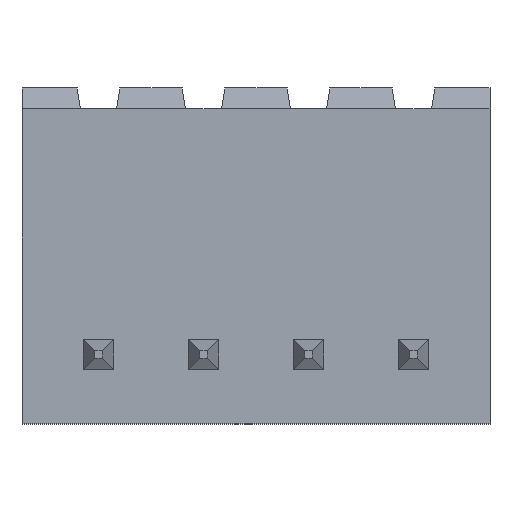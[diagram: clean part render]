
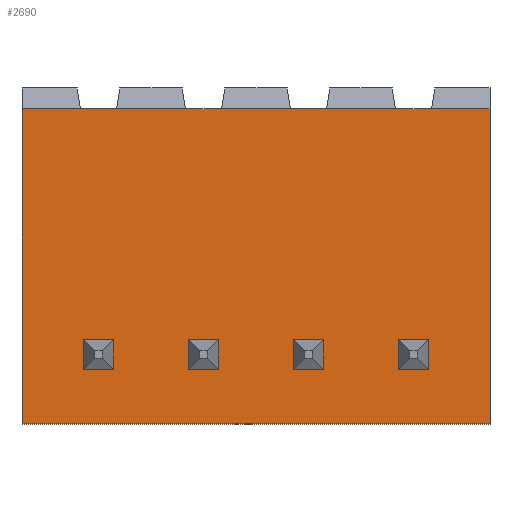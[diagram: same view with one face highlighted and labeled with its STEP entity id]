
A CAD part, top view. The second image highlights one B-rep face of the part: STEP entity #2690.
In plain terms, the highlighted planar face has unit normal (0, 0, 1).
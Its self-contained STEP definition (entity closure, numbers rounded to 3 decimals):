
#21=FACE_BOUND('',#241,.T.);
#22=FACE_BOUND('',#242,.T.);
#23=FACE_BOUND('',#243,.T.);
#24=FACE_BOUND('',#244,.T.);
#80=FACE_OUTER_BOUND('',#240,.T.);
#240=EDGE_LOOP('',(#1941,#1942,#1943,#1944));
#241=EDGE_LOOP('',(#1945,#1946,#1947,#1948));
#242=EDGE_LOOP('',(#1949,#1950,#1951,#1952));
#243=EDGE_LOOP('',(#1953,#1954,#1955,#1956));
#244=EDGE_LOOP('',(#1957,#1958,#1959,#1960));
#469=LINE('',#3934,#843);
#496=LINE('',#3998,#870);
#497=LINE('',#4000,#871);
#498=LINE('',#4001,#872);
#499=LINE('',#4004,#873);
#500=LINE('',#4006,#874);
#501=LINE('',#4008,#875);
#502=LINE('',#4009,#876);
#503=LINE('',#4012,#877);
#504=LINE('',#4014,#878);
#505=LINE('',#4016,#879);
#506=LINE('',#4017,#880);
#507=LINE('',#4020,#881);
#508=LINE('',#4022,#882);
#509=LINE('',#4024,#883);
#510=LINE('',#4025,#884);
#511=LINE('',#4028,#885);
#512=LINE('',#4030,#886);
#513=LINE('',#4032,#887);
#514=LINE('',#4033,#888);
#843=VECTOR('',#3181,15.6);
#870=VECTOR('',#3224,10.5);
#871=VECTOR('',#3225,15.6);
#872=VECTOR('',#3226,10.5);
#873=VECTOR('',#3227,1.);
#874=VECTOR('',#3228,1.);
#875=VECTOR('',#3229,1.);
#876=VECTOR('',#3230,1.);
#877=VECTOR('',#3231,1.);
#878=VECTOR('',#3232,1.);
#879=VECTOR('',#3233,1.);
#880=VECTOR('',#3234,1.);
#881=VECTOR('',#3235,1.);
#882=VECTOR('',#3236,1.);
#883=VECTOR('',#3237,1.);
#884=VECTOR('',#3238,1.);
#885=VECTOR('',#3239,1.);
#886=VECTOR('',#3240,1.);
#887=VECTOR('',#3241,1.);
#888=VECTOR('',#3242,1.);
#1197=VERTEX_POINT('',#3932);
#1198=VERTEX_POINT('',#3933);
#1227=VERTEX_POINT('',#3997);
#1228=VERTEX_POINT('',#3999);
#1229=VERTEX_POINT('',#4002);
#1230=VERTEX_POINT('',#4003);
#1231=VERTEX_POINT('',#4005);
#1232=VERTEX_POINT('',#4007);
#1233=VERTEX_POINT('',#4010);
#1234=VERTEX_POINT('',#4011);
#1235=VERTEX_POINT('',#4013);
#1236=VERTEX_POINT('',#4015);
#1237=VERTEX_POINT('',#4018);
#1238=VERTEX_POINT('',#4019);
#1239=VERTEX_POINT('',#4021);
#1240=VERTEX_POINT('',#4023);
#1241=VERTEX_POINT('',#4026);
#1242=VERTEX_POINT('',#4027);
#1243=VERTEX_POINT('',#4029);
#1244=VERTEX_POINT('',#4031);
#1465=EDGE_CURVE('',#1197,#1198,#469,.T.);
#1496=EDGE_CURVE('',#1227,#1197,#496,.T.);
#1497=EDGE_CURVE('',#1228,#1227,#497,.T.);
#1498=EDGE_CURVE('',#1228,#1198,#498,.T.);
#1499=EDGE_CURVE('',#1229,#1230,#499,.T.);
#1500=EDGE_CURVE('',#1230,#1231,#500,.T.);
#1501=EDGE_CURVE('',#1232,#1231,#501,.T.);
#1502=EDGE_CURVE('',#1229,#1232,#502,.T.);
#1503=EDGE_CURVE('',#1233,#1234,#503,.T.);
#1504=EDGE_CURVE('',#1234,#1235,#504,.T.);
#1505=EDGE_CURVE('',#1236,#1235,#505,.T.);
#1506=EDGE_CURVE('',#1233,#1236,#506,.T.);
#1507=EDGE_CURVE('',#1237,#1238,#507,.T.);
#1508=EDGE_CURVE('',#1238,#1239,#508,.T.);
#1509=EDGE_CURVE('',#1240,#1239,#509,.T.);
#1510=EDGE_CURVE('',#1237,#1240,#510,.T.);
#1511=EDGE_CURVE('',#1241,#1242,#511,.T.);
#1512=EDGE_CURVE('',#1242,#1243,#512,.T.);
#1513=EDGE_CURVE('',#1244,#1243,#513,.T.);
#1514=EDGE_CURVE('',#1241,#1244,#514,.T.);
#1941=ORIENTED_EDGE('',*,*,#1465,.F.);
#1942=ORIENTED_EDGE('',*,*,#1496,.F.);
#1943=ORIENTED_EDGE('',*,*,#1497,.F.);
#1944=ORIENTED_EDGE('',*,*,#1498,.T.);
#1945=ORIENTED_EDGE('',*,*,#1499,.T.);
#1946=ORIENTED_EDGE('',*,*,#1500,.T.);
#1947=ORIENTED_EDGE('',*,*,#1501,.F.);
#1948=ORIENTED_EDGE('',*,*,#1502,.F.);
#1949=ORIENTED_EDGE('',*,*,#1503,.T.);
#1950=ORIENTED_EDGE('',*,*,#1504,.T.);
#1951=ORIENTED_EDGE('',*,*,#1505,.F.);
#1952=ORIENTED_EDGE('',*,*,#1506,.F.);
#1953=ORIENTED_EDGE('',*,*,#1507,.T.);
#1954=ORIENTED_EDGE('',*,*,#1508,.T.);
#1955=ORIENTED_EDGE('',*,*,#1509,.F.);
#1956=ORIENTED_EDGE('',*,*,#1510,.F.);
#1957=ORIENTED_EDGE('',*,*,#1511,.T.);
#1958=ORIENTED_EDGE('',*,*,#1512,.T.);
#1959=ORIENTED_EDGE('',*,*,#1513,.F.);
#1960=ORIENTED_EDGE('',*,*,#1514,.F.);
#2538=PLANE('',#2878);
#2690=ADVANCED_FACE('',(#80,#21,#22,#23,#24),#2538,.T.);
#2878=AXIS2_PLACEMENT_3D('',#3996,#3222,#3223);
#3181=DIRECTION('',(1.,0.,0.));
#3222=DIRECTION('center_axis',(0.,0.,1.));
#3223=DIRECTION('ref_axis',(0.,-1.,0.));
#3224=DIRECTION('',(0.,1.,0.));
#3225=DIRECTION('',(-1.,0.,0.));
#3226=DIRECTION('',(0.,1.,0.));
#3227=DIRECTION('',(0.,1.,0.));
#3228=DIRECTION('',(1.,0.,0.));
#3229=DIRECTION('',(0.,1.,0.));
#3230=DIRECTION('',(1.,0.,0.));
#3231=DIRECTION('',(0.,1.,0.));
#3232=DIRECTION('',(1.,0.,0.));
#3233=DIRECTION('',(0.,1.,0.));
#3234=DIRECTION('',(1.,0.,0.));
#3235=DIRECTION('',(0.,1.,0.));
#3236=DIRECTION('',(1.,0.,0.));
#3237=DIRECTION('',(0.,1.,0.));
#3238=DIRECTION('',(1.,0.,0.));
#3239=DIRECTION('',(0.,1.,0.));
#3240=DIRECTION('',(1.,0.,0.));
#3241=DIRECTION('',(0.,1.,0.));
#3242=DIRECTION('',(1.,0.,0.));
#3932=CARTESIAN_POINT('',(-0.8,6.6,3.1));
#3933=CARTESIAN_POINT('',(14.8,6.6,3.1));
#3934=CARTESIAN_POINT('',(-0.8,6.6,3.1));
#3996=CARTESIAN_POINT('Origin',(0.,0.,3.1));
#3997=CARTESIAN_POINT('',(-0.8,-3.9,3.1));
#3998=CARTESIAN_POINT('',(-0.8,-3.9,3.1));
#3999=CARTESIAN_POINT('',(14.8,-3.9,3.1));
#4000=CARTESIAN_POINT('',(14.8,-3.9,3.1));
#4001=CARTESIAN_POINT('',(14.8,-3.9,3.1));
#4002=CARTESIAN_POINT('',(4.75,-2.1,3.1));
#4003=CARTESIAN_POINT('',(4.75,-1.1,3.1));
#4004=CARTESIAN_POINT('',(4.75,-2.1,3.1));
#4005=CARTESIAN_POINT('',(5.75,-1.1,3.1));
#4006=CARTESIAN_POINT('',(4.75,-1.1,3.1));
#4007=CARTESIAN_POINT('',(5.75,-2.1,3.1));
#4008=CARTESIAN_POINT('',(5.75,-2.1,3.1));
#4009=CARTESIAN_POINT('',(4.75,-2.1,3.1));
#4010=CARTESIAN_POINT('',(8.25,-2.1,3.1));
#4011=CARTESIAN_POINT('',(8.25,-1.1,3.1));
#4012=CARTESIAN_POINT('',(8.25,-2.1,3.1));
#4013=CARTESIAN_POINT('',(9.25,-1.1,3.1));
#4014=CARTESIAN_POINT('',(8.25,-1.1,3.1));
#4015=CARTESIAN_POINT('',(9.25,-2.1,3.1));
#4016=CARTESIAN_POINT('',(9.25,-2.1,3.1));
#4017=CARTESIAN_POINT('',(8.25,-2.1,3.1));
#4018=CARTESIAN_POINT('',(11.75,-2.1,3.1));
#4019=CARTESIAN_POINT('',(11.75,-1.1,3.1));
#4020=CARTESIAN_POINT('',(11.75,-2.1,3.1));
#4021=CARTESIAN_POINT('',(12.75,-1.1,3.1));
#4022=CARTESIAN_POINT('',(11.75,-1.1,3.1));
#4023=CARTESIAN_POINT('',(12.75,-2.1,3.1));
#4024=CARTESIAN_POINT('',(12.75,-2.1,3.1));
#4025=CARTESIAN_POINT('',(11.75,-2.1,3.1));
#4026=CARTESIAN_POINT('',(1.25,-2.1,3.1));
#4027=CARTESIAN_POINT('',(1.25,-1.1,3.1));
#4028=CARTESIAN_POINT('',(1.25,-2.1,3.1));
#4029=CARTESIAN_POINT('',(2.25,-1.1,3.1));
#4030=CARTESIAN_POINT('',(1.25,-1.1,3.1));
#4031=CARTESIAN_POINT('',(2.25,-2.1,3.1));
#4032=CARTESIAN_POINT('',(2.25,-2.1,3.1));
#4033=CARTESIAN_POINT('',(1.25,-2.1,3.1));
